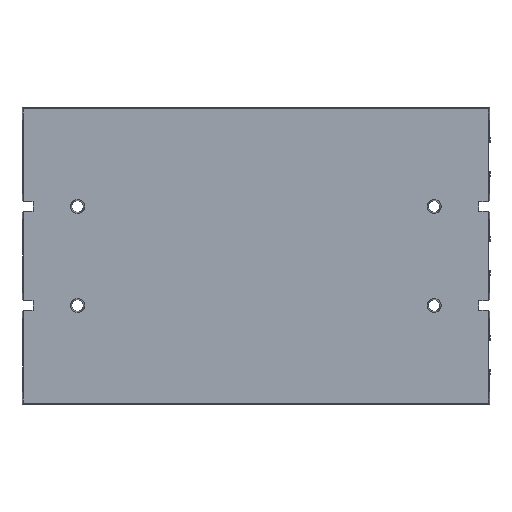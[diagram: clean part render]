
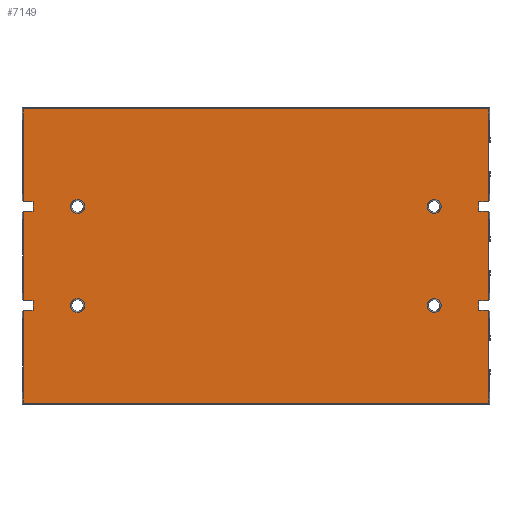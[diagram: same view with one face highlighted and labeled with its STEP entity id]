
A CAD part, front view. The second image highlights one B-rep face of the part: STEP entity #7149.
In plain terms, the highlighted planar face has unit normal (0, -1, 0).
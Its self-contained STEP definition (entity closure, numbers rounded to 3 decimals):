
#4886=CARTESIAN_POINT('',(63.,0.,-17.5));
#4887=DIRECTION('',(0.,-1.,0.));
#4888=DIRECTION('',(0.964,0.,0.264));
#4889=AXIS2_PLACEMENT_3D('',#4886,#4887,#4888);
#4894=CARTESIAN_POINT('',(-63.,0.,-17.5));
#4895=DIRECTION('',(0.,-1.,0.));
#4896=DIRECTION('',(-0.964,0.,-0.264));
#4897=AXIS2_PLACEMENT_3D('',#4894,#4895,#4896);
#4902=CARTESIAN_POINT('',(-63.,0.,17.5));
#4903=DIRECTION('',(0.,-1.,0.));
#4904=DIRECTION('',(-0.964,0.,-0.264));
#4905=AXIS2_PLACEMENT_3D('',#4902,#4903,#4904);
#4910=CARTESIAN_POINT('',(63.,0.,17.5));
#4911=DIRECTION('',(0.,-1.,0.));
#4912=DIRECTION('',(0.964,0.,0.264));
#4913=AXIS2_PLACEMENT_3D('',#4910,#4911,#4912);
#4918=DIRECTION('',(0.,0.,-1.));
#4919=VECTOR('',#4918,32.734);
#4920=CARTESIAN_POINT('',(82.238,0.,-19.238));
#4921=LINE('845393',#4920,#4919);
#4925=DIRECTION('',(-1.,0.,0.));
#4926=VECTOR('',#4925,164.476);
#4927=CARTESIAN_POINT('',(82.238,0.,-51.972));
#4928=LINE('755509',#4927,#4926);
#4932=DIRECTION('',(0.,0.,1.));
#4933=VECTOR('',#4932,32.734);
#4934=CARTESIAN_POINT('',(-82.238,0.,-51.972));
#4935=LINE('845395',#4934,#4933);
#4939=DIRECTION('',(0.,0.,-1.));
#4940=VECTOR('',#4939,3.476);
#4941=CARTESIAN_POINT('',(-78.762,0.,-15.762));
#4942=LINE('755516',#4941,#4940);
#4946=DIRECTION('',(0.,0.,1.));
#4947=VECTOR('',#4946,31.524);
#4948=CARTESIAN_POINT('',(-82.238,0.,-15.762));
#4949=LINE('845294',#4948,#4947);
#4953=DIRECTION('',(0.,0.,-1.));
#4954=VECTOR('',#4953,3.476);
#4955=CARTESIAN_POINT('',(-78.762,0.,19.238));
#4956=LINE('755530',#4955,#4954);
#4960=DIRECTION('',(0.,0.,1.));
#4961=VECTOR('',#4960,32.734);
#4962=CARTESIAN_POINT('',(-82.238,0.,19.238));
#4963=LINE('845179',#4962,#4961);
#4967=DIRECTION('',(1.,0.,0.));
#4968=VECTOR('',#4967,164.476);
#4969=CARTESIAN_POINT('',(-82.238,0.,51.972));
#4970=LINE('755511',#4969,#4968);
#4974=DIRECTION('',(0.,0.,-1.));
#4975=VECTOR('',#4974,32.734);
#4976=CARTESIAN_POINT('',(82.238,0.,51.972));
#4977=LINE('845181',#4976,#4975);
#4981=DIRECTION('',(0.,0.,1.));
#4982=VECTOR('',#4981,3.476);
#4983=CARTESIAN_POINT('',(78.762,0.,15.762));
#4984=LINE('755525',#4983,#4982);
#4988=DIRECTION('',(0.,0.,-1.));
#4989=VECTOR('',#4988,31.524);
#4990=CARTESIAN_POINT('',(82.238,0.,15.762));
#4991=LINE('845296',#4990,#4989);
#4995=DIRECTION('',(0.,0.,1.));
#4996=VECTOR('',#4995,3.476);
#4997=CARTESIAN_POINT('',(78.762,0.,-19.238));
#4998=LINE('755520',#4997,#4996);
#5016=CARTESIAN_POINT('',(63.,0.,-17.5));
#5017=DIRECTION('',(0.,1.,0.));
#5018=DIRECTION('',(0.964,0.,0.264));
#5019=AXIS2_PLACEMENT_3D('',#5016,#5017,#5018);
#5590=CARTESIAN_POINT('',(-63.,0.,-17.5));
#5591=DIRECTION('',(0.,1.,0.));
#5592=DIRECTION('',(-0.964,0.,-0.264));
#5593=AXIS2_PLACEMENT_3D('',#5590,#5591,#5592);
#5726=CARTESIAN_POINT('',(-63.,0.,17.5));
#5727=DIRECTION('',(0.,1.,0.));
#5728=DIRECTION('',(-0.964,0.,-0.264));
#5729=AXIS2_PLACEMENT_3D('',#5726,#5727,#5728);
#5811=DIRECTION('',(1.,0.,0.));
#5812=VECTOR('',#5811,3.476);
#5813=CARTESIAN_POINT('',(-82.238,0.,19.238));
#5814=LINE('793579',#5813,#5812);
#5846=DIRECTION('',(-1.,0.,0.));
#5847=VECTOR('',#5846,3.476);
#5848=CARTESIAN_POINT('',(-78.762,0.,15.762));
#5849=LINE('755426',#5848,#5847);
#5874=DIRECTION('',(1.,0.,0.));
#5875=VECTOR('',#5874,3.476);
#5876=CARTESIAN_POINT('',(-82.238,0.,-15.762));
#5877=LINE('755418',#5876,#5875);
#5909=DIRECTION('',(-1.,0.,0.));
#5910=VECTOR('',#5909,3.476);
#5911=CARTESIAN_POINT('',(-78.762,0.,-19.238));
#5912=LINE('755416',#5911,#5910);
#6595=DIRECTION('',(1.,0.,0.));
#6596=VECTOR('',#6595,3.476);
#6597=CARTESIAN_POINT('',(78.762,0.,19.238));
#6598=LINE('755483',#6597,#6596);
#6630=DIRECTION('',(-1.,0.,0.));
#6631=VECTOR('',#6630,3.476);
#6632=CARTESIAN_POINT('',(82.238,0.,15.762));
#6633=LINE('793587',#6632,#6631);
#6644=DIRECTION('',(1.,0.,0.));
#6645=VECTOR('',#6644,3.476);
#6646=CARTESIAN_POINT('',(78.762,0.,-15.762));
#6647=LINE('793585',#6646,#6645);
#6679=DIRECTION('',(-1.,0.,0.));
#6680=VECTOR('',#6679,3.476);
#6681=CARTESIAN_POINT('',(82.238,0.,-19.238));
#6682=LINE('793586',#6681,#6680);
#6693=CARTESIAN_POINT('',(63.,0.,17.5));
#6694=DIRECTION('',(0.,1.,0.));
#6695=DIRECTION('',(0.964,0.,0.264));
#6696=AXIS2_PLACEMENT_3D('',#6693,#6694,#6695);
#6775=CARTESIAN_POINT('',(-78.762,0.,-19.238));
#6776=CARTESIAN_POINT('',(-82.238,0.,-19.238));
#6777=VERTEX_POINT('',#6775);
#6778=VERTEX_POINT('',#6776);
#6779=CARTESIAN_POINT('',(-82.238,0.,-15.762));
#6780=CARTESIAN_POINT('',(-78.762,0.,-15.762));
#6781=VERTEX_POINT('',#6779);
#6782=VERTEX_POINT('',#6780);
#6783=CARTESIAN_POINT('',(-78.762,0.,15.762));
#6784=CARTESIAN_POINT('',(-82.238,0.,15.762));
#6785=VERTEX_POINT('',#6783);
#6786=VERTEX_POINT('',#6784);
#6787=CARTESIAN_POINT('',(78.762,0.,19.238));
#6788=CARTESIAN_POINT('',(82.238,0.,19.238));
#6789=VERTEX_POINT('',#6787);
#6790=VERTEX_POINT('',#6788);
#6791=CARTESIAN_POINT('',(82.238,0.,-51.972));
#6792=VERTEX_POINT('',#6791);
#6793=CARTESIAN_POINT('',(82.238,0.,51.972));
#6794=VERTEX_POINT('',#6793);
#6796=CARTESIAN_POINT('',(-82.238,0.,-51.972));
#6798=VERTEX_POINT('',#6796);
#6800=CARTESIAN_POINT('',(-82.238,0.,51.972));
#6802=VERTEX_POINT('',#6800);
#6803=CARTESIAN_POINT('',(78.762,0.,-19.238));
#6804=CARTESIAN_POINT('',(78.762,0.,-15.762));
#6805=VERTEX_POINT('',#6803);
#6806=VERTEX_POINT('',#6804);
#6807=CARTESIAN_POINT('',(78.762,0.,15.762));
#6808=VERTEX_POINT('',#6807);
#6809=CARTESIAN_POINT('',(-78.762,0.,19.238));
#6810=VERTEX_POINT('',#6809);
#6811=CARTESIAN_POINT('',(65.41,0.,18.161));
#6812=CARTESIAN_POINT('',(65.41,0.,16.839));
#6813=VERTEX_POINT('',#6811);
#6814=VERTEX_POINT('',#6812);
#6815=CARTESIAN_POINT('',(-65.41,0.,16.839));
#6816=CARTESIAN_POINT('',(-65.41,0.,18.161));
#6817=VERTEX_POINT('',#6815);
#6818=VERTEX_POINT('',#6816);
#6819=CARTESIAN_POINT('',(65.41,0.,-16.839));
#6820=CARTESIAN_POINT('',(65.41,0.,-18.161));
#6821=VERTEX_POINT('',#6819);
#6822=VERTEX_POINT('',#6820);
#6823=CARTESIAN_POINT('',(-65.41,0.,-18.161));
#6824=CARTESIAN_POINT('',(-65.41,0.,-16.839));
#6825=VERTEX_POINT('',#6823);
#6826=VERTEX_POINT('',#6824);
#6827=CARTESIAN_POINT('',(-82.238,0.,19.238));
#6828=VERTEX_POINT('',#6827);
#6829=CARTESIAN_POINT('',(82.238,0.,-15.762));
#6830=VERTEX_POINT('',#6829);
#6831=CARTESIAN_POINT('',(82.238,0.,-19.238));
#6832=VERTEX_POINT('',#6831);
#6833=CARTESIAN_POINT('',(82.238,0.,15.762));
#6834=VERTEX_POINT('',#6833);
#7079=CARTESIAN_POINT('',(0.,0.,0.));
#7080=DIRECTION('',(0.,1.,0.));
#7081=DIRECTION('',(0.,0.,-1.));
#7082=AXIS2_PLACEMENT_3D('',#7079,#7080,#7081);
#7083=PLANE('845337',#7082);
#7085=ORIENTED_EDGE('845393',*,*,#7084,.T.);
#7087=ORIENTED_EDGE('755509',*,*,#7086,.T.);
#7089=ORIENTED_EDGE('845395',*,*,#7088,.T.);
#7091=ORIENTED_EDGE('755416',*,*,#7090,.F.);
#7093=ORIENTED_EDGE('755516',*,*,#7092,.F.);
#7095=ORIENTED_EDGE('755418',*,*,#7094,.F.);
#7097=ORIENTED_EDGE('845294',*,*,#7096,.T.);
#7099=ORIENTED_EDGE('755426',*,*,#7098,.F.);
#7101=ORIENTED_EDGE('755530',*,*,#7100,.F.);
#7103=ORIENTED_EDGE('793579',*,*,#7102,.F.);
#7105=ORIENTED_EDGE('845179',*,*,#7104,.T.);
#7106=ORIENTED_EDGE('755511',*,*,#7068,.T.);
#7108=ORIENTED_EDGE('845181',*,*,#7107,.T.);
#7110=ORIENTED_EDGE('755483',*,*,#7109,.F.);
#7112=ORIENTED_EDGE('755525',*,*,#7111,.F.);
#7114=ORIENTED_EDGE('793587',*,*,#7113,.F.);
#7116=ORIENTED_EDGE('845296',*,*,#7115,.T.);
#7118=ORIENTED_EDGE('793585',*,*,#7117,.F.);
#7120=ORIENTED_EDGE('755520',*,*,#7119,.F.);
#7122=ORIENTED_EDGE('793586',*,*,#7121,.F.);
#7123=EDGE_LOOP('845337',(#7085,#7087,#7089,#7091,#7093,#7095,#7097,#7099,#7101,
#7103,#7105,#7106,#7108,#7110,#7112,#7114,#7116,#7118,#7120,#7122));
#7124=FACE_OUTER_BOUND('845337',#7123,.F.);
#7126=ORIENTED_EDGE('763799',*,*,#7125,.T.);
#7128=ORIENTED_EDGE('763793',*,*,#7127,.F.);
#7129=EDGE_LOOP('845337',(#7126,#7128));
#7130=FACE_BOUND('845337',#7129,.F.);
#7132=ORIENTED_EDGE('763656',*,*,#7131,.T.);
#7134=ORIENTED_EDGE('763650',*,*,#7133,.F.);
#7135=EDGE_LOOP('845337',(#7132,#7134));
#7136=FACE_BOUND('845337',#7135,.F.);
#7138=ORIENTED_EDGE('763647',*,*,#7137,.T.);
#7140=ORIENTED_EDGE('763643',*,*,#7139,.F.);
#7141=EDGE_LOOP('845337',(#7138,#7140));
#7142=FACE_BOUND('845337',#7141,.F.);
#7144=ORIENTED_EDGE('763790',*,*,#7143,.T.);
#7146=ORIENTED_EDGE('763786',*,*,#7145,.F.);
#7147=EDGE_LOOP('845337',(#7144,#7146));
#7148=FACE_BOUND('845337',#7147,.F.);
#7149=ADVANCED_FACE('845337',(#7124,#7130,#7136,#7142,#7148),#7083,.F.);
#4890=CIRCLE('763790',#4889,2.499);
#4898=CIRCLE('763799',#4897,2.499);
#4906=CIRCLE('763656',#4905,2.499);
#4914=CIRCLE('763647',#4913,2.499);
#5020=CIRCLE('763786',#5019,2.499);
#5594=CIRCLE('763793',#5593,2.499);
#5730=CIRCLE('763650',#5729,2.499);
#6697=CIRCLE('763643',#6696,2.499);
#7068=EDGE_CURVE('755511',#6802,#6794,#4970,.T.);
#7084=EDGE_CURVE('845393',#6832,#6792,#4921,.T.);
#7086=EDGE_CURVE('755509',#6792,#6798,#4928,.T.);
#7088=EDGE_CURVE('845395',#6798,#6778,#4935,.T.);
#7090=EDGE_CURVE('755416',#6777,#6778,#5912,.T.);
#7092=EDGE_CURVE('755516',#6782,#6777,#4942,.T.);
#7094=EDGE_CURVE('755418',#6781,#6782,#5877,.T.);
#7096=EDGE_CURVE('845294',#6781,#6786,#4949,.T.);
#7098=EDGE_CURVE('755426',#6785,#6786,#5849,.T.);
#7100=EDGE_CURVE('755530',#6810,#6785,#4956,.T.);
#7102=EDGE_CURVE('793579',#6828,#6810,#5814,.T.);
#7104=EDGE_CURVE('845179',#6828,#6802,#4963,.T.);
#7107=EDGE_CURVE('845181',#6794,#6790,#4977,.T.);
#7109=EDGE_CURVE('755483',#6789,#6790,#6598,.T.);
#7111=EDGE_CURVE('755525',#6808,#6789,#4984,.T.);
#7113=EDGE_CURVE('793587',#6834,#6808,#6633,.T.);
#7115=EDGE_CURVE('845296',#6834,#6830,#4991,.T.);
#7117=EDGE_CURVE('793585',#6806,#6830,#6647,.T.);
#7119=EDGE_CURVE('755520',#6805,#6806,#4998,.T.);
#7121=EDGE_CURVE('793586',#6832,#6805,#6682,.T.);
#7125=EDGE_CURVE('763799',#6825,#6826,#4898,.T.);
#7127=EDGE_CURVE('763793',#6825,#6826,#5594,.T.);
#7131=EDGE_CURVE('763656',#6817,#6818,#4906,.T.);
#7133=EDGE_CURVE('763650',#6817,#6818,#5730,.T.);
#7137=EDGE_CURVE('763647',#6813,#6814,#4914,.T.);
#7139=EDGE_CURVE('763643',#6813,#6814,#6697,.T.);
#7143=EDGE_CURVE('763790',#6821,#6822,#4890,.T.);
#7145=EDGE_CURVE('763786',#6821,#6822,#5020,.T.);
